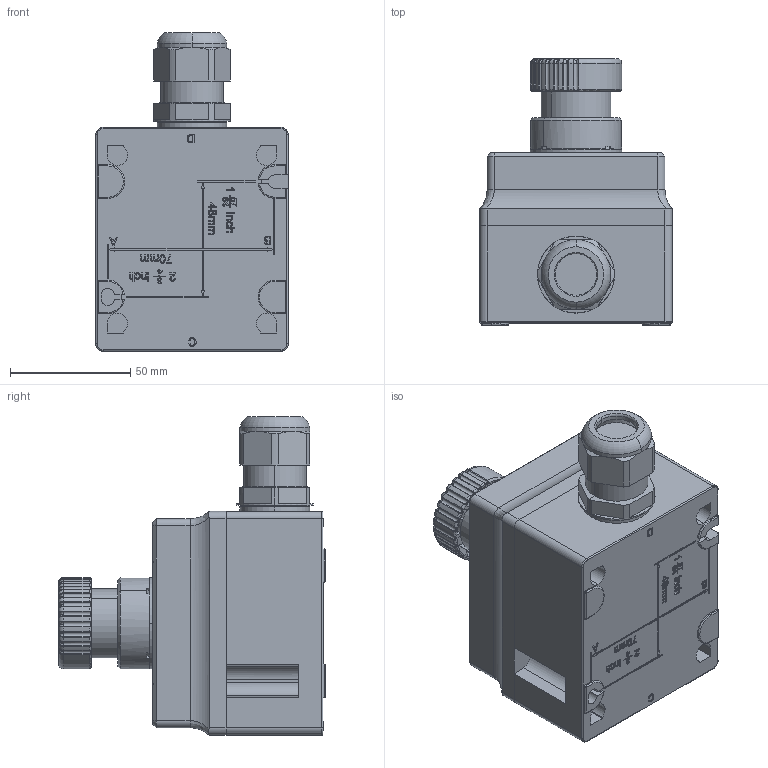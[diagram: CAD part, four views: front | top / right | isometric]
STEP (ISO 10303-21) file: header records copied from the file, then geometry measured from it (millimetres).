
FILE_DESCRIPTION (( 'STEP AP203' ), '1' );
FILE_NAME ('8040_1180_-10.STEP', '2014-10-10T07:35:22', ( '' ), ( '' ), 'SwSTEP 2.0', 'SolidWorks 2014', '' );
FILE_SCHEMA (( 'CONFIG_CONTROL_DESIGN' ));
Length unit declared in the file: millimetre
Products named in the file (27): 81_610_78_01_0_Vereinfacht; 80_409_04_04_0_m. Bohr. f. M25 an D 80_409_08_04_0; 8040_1180_-10; 86_029_11_92_0; 86_029_01_80_0; 80_409_01_05_6; 80_409_04_04_0_mit Bohrung M25 Seite D ; 86_029_09_94_0_eingebaut; 86_029_01_55_0; 81_610_78_01_0_Stutzen_Vereinfacht; 86_029_10_92_0; 86_029_06_24_0_Ohne Text; 81_610_78_01_0_Dichtung; 515_709_0; 86_029_11_95_0; 81_610_78_01_0_Reduzierdichtung; 562_606_0; 86_029_01_94_0; 81_610_78_01_0_Hutmutter_Vereinfacht; 86_020_95_02_0_3d export; 505_622_0; Anschlussgewindedichtung_M25; 86_029_01_84_0m_86 029 30 85 0-Rot; 86_029_18_15_0; Staubschutzkappe_M25; 509_626_0; 86_029_01_15_0_86 029 02 15 0
Assembly tree (30 placements, depth 3):
  8040_1180_-10
    80_409_04_04_0_mit Bohrung M25 Seite D 
      80_409_04_04_0_m. Bohr. f. M25 an D 80_409_08_04_0
    80_409_01_05_6
    81_610_78_01_0_Vereinfacht
      81_610_78_01_0_Stutzen_Vereinfacht
      81_610_78_01_0_Dichtung
      81_610_78_01_0_Reduzierdichtung
      81_610_78_01_0_Hutmutter_Vereinfacht
      Anschlussgewindedichtung_M25
      Staubschutzkappe_M25
    86_020_95_02_0_3d export
      86_029_01_80_0
      86_029_01_55_0
      86_029_06_24_0_Ohne Text
      86_029_11_95_0
      86_029_01_94_0
      505_622_0
      86_029_18_15_0
      86_029_01_15_0_86 029 02 15 0
      86_029_11_92_0
      86_029_09_94_0_eingebaut
      86_029_10_92_0  x2
      515_709_0
      562_606_0
    86_029_01_84_0m_86 029 30 85 0-Rot
    509_626_0  x4
Bounding box: 80 x 110.9 x 132.31 mm (x, y, z)
Volume: 197392.7 mm3; surface area: 143184.6 mm2
Topology: 27 solids, 27 shells, 3786 faces, 9985 edges, 6358 vertices
Faces by surface type: plane 1685, cylinder 932, bspline 408, cone 394, torus 331, sphere 36
Entity records: 143279 total; most frequent: CARTESIAN_POINT 51287, ORIENTED_EDGE 19320, DIRECTION 17845, EDGE_CURVE 9660, AXIS2_PLACEMENT_3D 6358, VERTEX_POINT 6183, VECTOR 5129, LINE 5129
